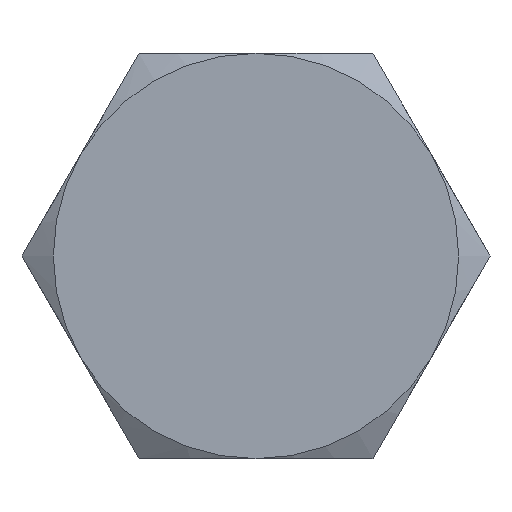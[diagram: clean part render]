
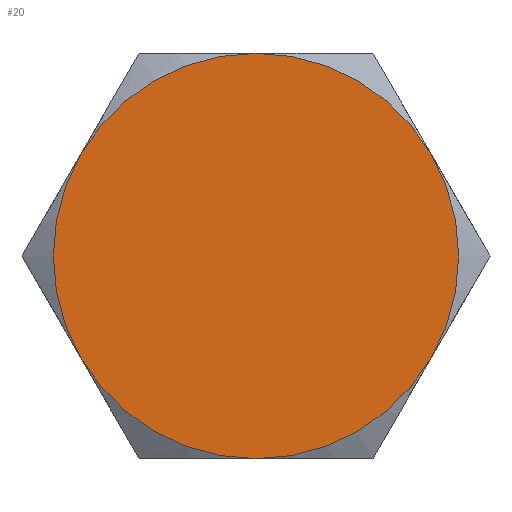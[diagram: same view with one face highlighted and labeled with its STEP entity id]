
A CAD part, left-side view. The second image highlights one B-rep face of the part: STEP entity #20.
In plain terms, the highlighted planar face has unit normal (-1, 0, 0).
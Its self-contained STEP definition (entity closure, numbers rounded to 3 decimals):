
#20 = ADVANCED_FACE ( 'NONE', ( #392 ), #702, .F. ) ;
#22 = AXIS2_PLACEMENT_3D ( 'NONE', #362, #44, #737 ) ;
#27 = AXIS2_PLACEMENT_3D ( 'NONE', #414, #180, #736 ) ;
#31 = EDGE_CURVE ( 'NONE', #524, #218, #475, .T. ) ;
#44 = DIRECTION ( 'NONE',  ( 1., 0., 0. ) ) ;
#45 = DIRECTION ( 'NONE',  ( 0., 0., -1. ) ) ;
#56 = ORIENTED_EDGE ( 'NONE', *, *, #268, .F. ) ;
#65 = EDGE_LOOP ( 'NONE', ( #56, #568, #662, #282, #637, #74 ) ) ;
#74 = ORIENTED_EDGE ( 'NONE', *, *, #31, .F. ) ;
#87 = CARTESIAN_POINT ( 'NONE',  ( 0., 9.815, 0. ) ) ;
#137 = CIRCLE ( 'NONE', #27, 8.5 ) ;
#180 = DIRECTION ( 'NONE',  ( -1., 0., 0. ) ) ;
#210 = AXIS2_PLACEMENT_3D ( 'NONE', #355, #417, #45 ) ;
#212 = CARTESIAN_POINT ( 'NONE',  ( 0., 0., 0. ) ) ;
#218 = VERTEX_POINT ( 'NONE', #365 ) ;
#259 = DIRECTION ( 'NONE',  ( 0., 0., -1. ) ) ;
#260 = EDGE_CURVE ( 'NONE', #651, #218, #137, .T. ) ;
#268 = EDGE_CURVE ( 'NONE', #672, #524, #722, .T. ) ;
#280 = EDGE_CURVE ( 'NONE', #569, #643, #768, .T. ) ;
#282 = ORIENTED_EDGE ( 'NONE', *, *, #716, .F. ) ;
#300 = CARTESIAN_POINT ( 'NONE',  ( 0., 0., -8.5 ) ) ;
#336 = DIRECTION ( 'NONE',  ( 0., 0., -1. ) ) ;
#355 = CARTESIAN_POINT ( 'NONE',  ( 0., 0., 0. ) ) ;
#362 = CARTESIAN_POINT ( 'NONE',  ( 0., 0., 0. ) ) ;
#365 = CARTESIAN_POINT ( 'NONE',  ( 0., 7.361, 4.25 ) ) ;
#390 = AXIS2_PLACEMENT_3D ( 'NONE', #428, #683, #620 ) ;
#392 = FACE_OUTER_BOUND ( 'NONE', #65, .T. ) ;
#396 = DIRECTION ( 'NONE',  ( 1., 0., 0. ) ) ;
#404 = CIRCLE ( 'NONE', #22, 8.5 ) ;
#414 = CARTESIAN_POINT ( 'NONE',  ( 0., 0., 0. ) ) ;
#417 = DIRECTION ( 'NONE',  ( 1., 0., 0. ) ) ;
#428 = CARTESIAN_POINT ( 'NONE',  ( 0., 0., 0. ) ) ;
#433 = CARTESIAN_POINT ( 'NONE',  ( 0., 0., 0. ) ) ;
#468 = AXIS2_PLACEMENT_3D ( 'NONE', #87, #765, #336 ) ;
#475 = CIRCLE ( 'NONE', #514, 8.5 ) ;
#514 = AXIS2_PLACEMENT_3D ( 'NONE', #212, #396, #700 ) ;
#521 = AXIS2_PLACEMENT_3D ( 'NONE', #433, #563, #259 ) ;
#524 = VERTEX_POINT ( 'NONE', #743 ) ;
#525 = CARTESIAN_POINT ( 'NONE',  ( 0., -7.361, -4.25 ) ) ;
#536 = EDGE_CURVE ( 'NONE', #643, #672, #728, .T. ) ;
#563 = DIRECTION ( 'NONE',  ( 1., 0., 0. ) ) ;
#568 = ORIENTED_EDGE ( 'NONE', *, *, #536, .F. ) ;
#569 = VERTEX_POINT ( 'NONE', #748 ) ;
#603 = CARTESIAN_POINT ( 'NONE',  ( 0., 0., 8.5 ) ) ;
#620 = DIRECTION ( 'NONE',  ( 0., 0., -1. ) ) ;
#637 = ORIENTED_EDGE ( 'NONE', *, *, #260, .T. ) ;
#643 = VERTEX_POINT ( 'NONE', #525 ) ;
#651 = VERTEX_POINT ( 'NONE', #603 ) ;
#662 = ORIENTED_EDGE ( 'NONE', *, *, #280, .F. ) ;
#672 = VERTEX_POINT ( 'NONE', #300 ) ;
#683 = DIRECTION ( 'NONE',  ( 1., 0., 0. ) ) ;
#700 = DIRECTION ( 'NONE',  ( 0., 0., -1. ) ) ;
#702 = PLANE ( 'NONE',  #468 ) ;
#716 = EDGE_CURVE ( 'NONE', #651, #569, #404, .T. ) ;
#722 = CIRCLE ( 'NONE', #210, 8.5 ) ;
#728 = CIRCLE ( 'NONE', #521, 8.5 ) ;
#736 = DIRECTION ( 'NONE',  ( 0., 0., 1. ) ) ;
#737 = DIRECTION ( 'NONE',  ( 0., 0., -1. ) ) ;
#743 = CARTESIAN_POINT ( 'NONE',  ( 0., 7.361, -4.25 ) ) ;
#748 = CARTESIAN_POINT ( 'NONE',  ( 0., -7.361, 4.25 ) ) ;
#765 = DIRECTION ( 'NONE',  ( 1., 0., 0. ) ) ;
#768 = CIRCLE ( 'NONE', #390, 8.5 ) ;
